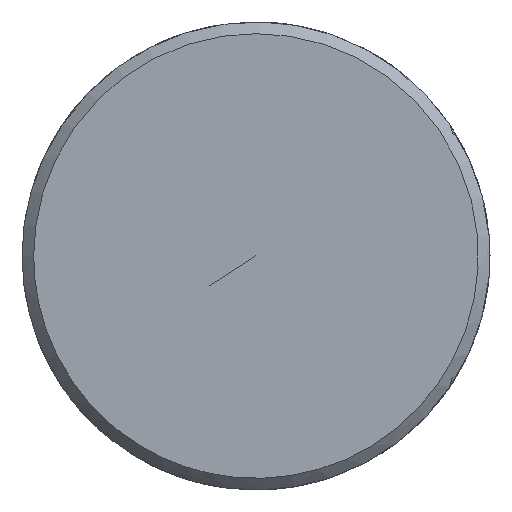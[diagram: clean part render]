
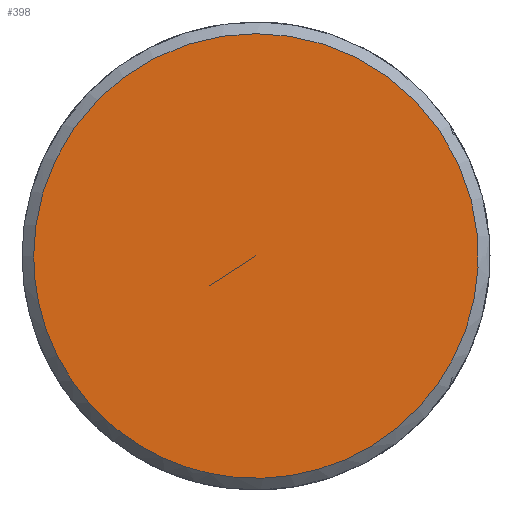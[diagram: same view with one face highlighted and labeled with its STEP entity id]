
A CAD part, left-side view. The second image highlights one B-rep face of the part: STEP entity #398.
In plain terms, the highlighted free-form (B-spline) face has degree [5, 1] with [6, 2] control points.
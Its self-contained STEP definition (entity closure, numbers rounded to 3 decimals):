
#326 = CARTESIAN_POINT ('', (-73., 4.75, 0.));
#327 = VERTEX_POINT ('', #326);
#335 = CARTESIAN_POINT ('', (-73., 4.75, 0.));
#336 = CARTESIAN_POINT ('', (-73., 4.75, 19.));
#337 = CARTESIAN_POINT ('', (-73., -14.25, 9.5));
#338 = CARTESIAN_POINT ('', (-73., -14.25, -9.5));
#339 = CARTESIAN_POINT ('', (-73., 4.75, -19.));
#340 = CARTESIAN_POINT ('', (-73., 4.75, 0.));
#341 = (
   BOUNDED_CURVE ()
   B_SPLINE_CURVE (5, (#335, #336, #337, #338, #339, #340), .UNSPECIFIED., .T., .U.)
   B_SPLINE_CURVE_WITH_KNOTS ((6, 6), (0., 1.), .UNSPECIFIED.)
   CURVE ()
   GEOMETRIC_REPRESENTATION_ITEM ()
   RATIONAL_B_SPLINE_CURVE ((5., 1., 1., 1., 1., 5.))
   REPRESENTATION_ITEM ('')
);
#342 = EDGE_CURVE ('', #327, #327, #341, .T.);
#374 = CARTESIAN_POINT ('', (-73., 0., 0.));
#375 = VERTEX_POINT ('', #374);
#376 = CARTESIAN_POINT ('', (-73., 0., 0.));
#377 = CARTESIAN_POINT ('', (-73., 4.75, 0.));
#378 = B_SPLINE_CURVE_WITH_KNOTS ('', 1, (#376, #377), .UNSPECIFIED., .F., .U., (2, 2), (0., 1.), .UNSPECIFIED.);
#379 = EDGE_CURVE ('', #375, #327, #378, .T.);
#380 = ORIENTED_EDGE ('', *, *, #379, .F.);
#381 = ORIENTED_EDGE ('', *, *, #379, .T.);
#382 = ORIENTED_EDGE ('', *, *, #342, .F.);
#383 = EDGE_LOOP ('', (#380, #381, #382));
#384 = FACE_OUTER_BOUND ('', #383, .T.);
#385 = CARTESIAN_POINT ('', (-73., 0., 0.));
#386 = CARTESIAN_POINT ('', (-73., 4.75, 0.));
#387 = CARTESIAN_POINT ('', (-73., 0., 0.));
#388 = CARTESIAN_POINT ('', (-73., 4.75, 19.));
#389 = CARTESIAN_POINT ('', (-73., 0., 0.));
#390 = CARTESIAN_POINT ('', (-73., -14.25, 9.5));
#391 = CARTESIAN_POINT ('', (-73., 0., 0.));
#392 = CARTESIAN_POINT ('', (-73., -14.25, -9.5));
#393 = CARTESIAN_POINT ('', (-73., 0., 0.));
#394 = CARTESIAN_POINT ('', (-73., 4.75, -19.));
#395 = CARTESIAN_POINT ('', (-73., 0., 0.));
#396 = CARTESIAN_POINT ('', (-73., 4.75, 0.));
#397 = (
   BOUNDED_SURFACE ()
   B_SPLINE_SURFACE (5, 1, ((#385, #386), (#387, #388), (#389, #390), (#391, #392), (#393, #394), (#395, #396)), .UNSPECIFIED., .T., .F., .U.)
   B_SPLINE_SURFACE_WITH_KNOTS ((6, 6), (2, 2), (0., 1.), (0., 1.), .UNSPECIFIED.)
   SURFACE ()
   GEOMETRIC_REPRESENTATION_ITEM ()
   RATIONAL_B_SPLINE_SURFACE (((5., 5.), (1., 1.), (1., 1.), (1., 1.), (1., 1.), (5., 5.)))
   REPRESENTATION_ITEM ('')
);
#398 = ADVANCED_FACE ('', (#384), #397, .T.);
